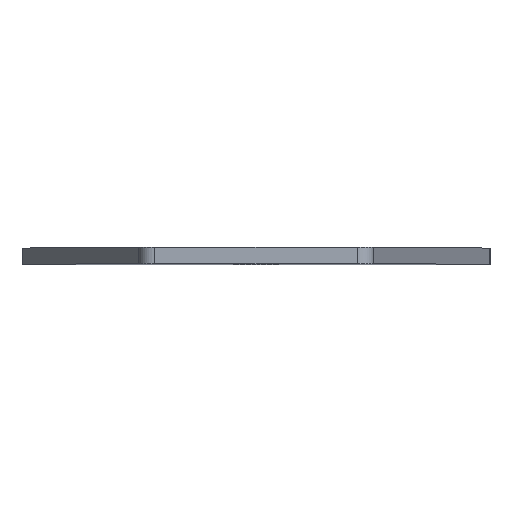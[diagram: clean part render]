
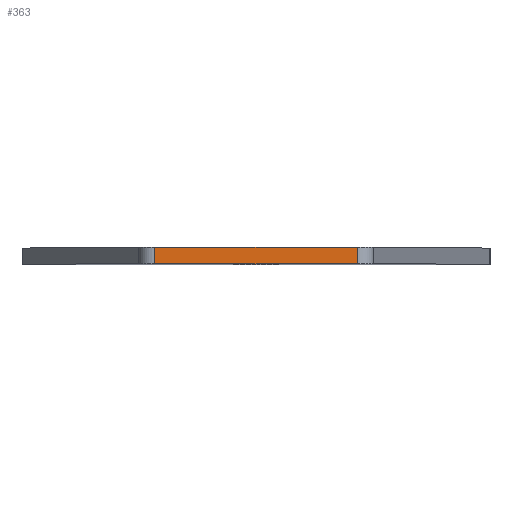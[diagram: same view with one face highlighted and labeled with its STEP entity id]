
A CAD part, top view. The second image highlights one B-rep face of the part: STEP entity #363.
In plain terms, the highlighted planar face has unit normal (0, 0, 1).
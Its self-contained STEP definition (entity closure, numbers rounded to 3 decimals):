
#9 = CARTESIAN_POINT ( 'NONE',  ( -20.5, 0., 110.5 ) ) ;
#28 = DIRECTION ( 'NONE',  ( 1., 0., 0. ) ) ;
#37 = EDGE_LOOP ( 'NONE', ( #581, #429, #324, #328 ) ) ;
#76 = CARTESIAN_POINT ( 'NONE',  ( 18.596, 0., 110.5 ) ) ;
#96 = EDGE_CURVE ( 'NONE', #501, #202, #538, .T. ) ;
#105 = CARTESIAN_POINT ( 'NONE',  ( -18.596, 3., 110.5 ) ) ;
#130 = VECTOR ( 'NONE', #257, 1000. ) ;
#174 = PLANE ( 'NONE',  #286 ) ;
#194 = EDGE_CURVE ( 'NONE', #501, #392, #261, .T. ) ;
#201 = CARTESIAN_POINT ( 'NONE',  ( 18.596, 0., 110.5 ) ) ;
#202 = VERTEX_POINT ( 'NONE', #201 ) ;
#217 = CARTESIAN_POINT ( 'NONE',  ( -18.596, 0., 110.5 ) ) ;
#219 = VERTEX_POINT ( 'NONE', #734 ) ;
#257 = DIRECTION ( 'NONE',  ( 0., 1., 0. ) ) ;
#261 = LINE ( 'NONE', #673, #304 ) ;
#268 = EDGE_CURVE ( 'NONE', #392, #219, #437, .T. ) ;
#274 = FACE_OUTER_BOUND ( 'NONE', #37, .T. ) ;
#286 = AXIS2_PLACEMENT_3D ( 'NONE', #701, #616, #748 ) ;
#304 = VECTOR ( 'NONE', #502, 1000. ) ;
#323 = CARTESIAN_POINT ( 'NONE',  ( -20.5, 3., 110.5 ) ) ;
#324 = ORIENTED_EDGE ( 'NONE', *, *, #96, .T. ) ;
#328 = ORIENTED_EDGE ( 'NONE', *, *, #766, .T. ) ;
#363 = ADVANCED_FACE ( 'NONE', ( #274 ), #174, .T. ) ;
#392 = VERTEX_POINT ( 'NONE', #105 ) ;
#429 = ORIENTED_EDGE ( 'NONE', *, *, #194, .F. ) ;
#437 = LINE ( 'NONE', #323, #706 ) ;
#501 = VERTEX_POINT ( 'NONE', #217 ) ;
#502 = DIRECTION ( 'NONE',  ( 0., 1., 0. ) ) ;
#529 = LINE ( 'NONE', #76, #130 ) ;
#538 = LINE ( 'NONE', #9, #733 ) ;
#581 = ORIENTED_EDGE ( 'NONE', *, *, #268, .F. ) ;
#616 = DIRECTION ( 'NONE',  ( 0., 0., 1. ) ) ;
#673 = CARTESIAN_POINT ( 'NONE',  ( -18.596, 0., 110.5 ) ) ;
#701 = CARTESIAN_POINT ( 'NONE',  ( -20.5, 0., 110.5 ) ) ;
#706 = VECTOR ( 'NONE', #28, 1000. ) ;
#722 = DIRECTION ( 'NONE',  ( 1., 0., 0. ) ) ;
#733 = VECTOR ( 'NONE', #722, 1000. ) ;
#734 = CARTESIAN_POINT ( 'NONE',  ( 18.596, 3., 110.5 ) ) ;
#748 = DIRECTION ( 'NONE',  ( 1., 0., 0. ) ) ;
#766 = EDGE_CURVE ( 'NONE', #202, #219, #529, .T. ) ;
